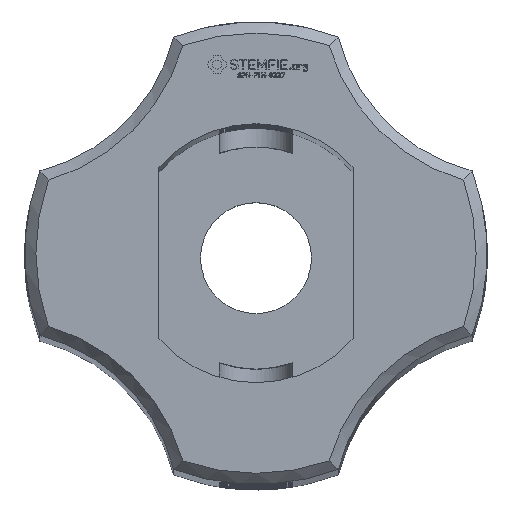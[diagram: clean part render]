
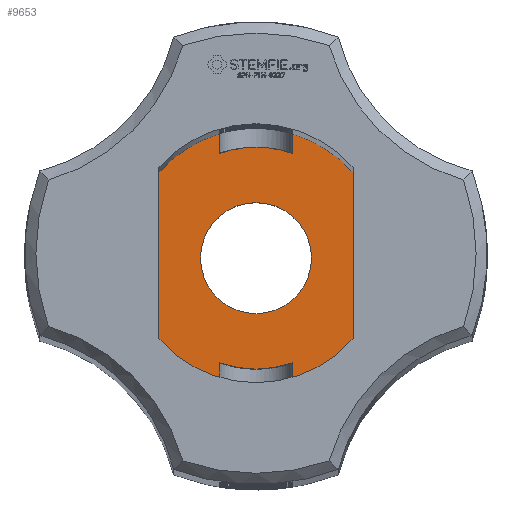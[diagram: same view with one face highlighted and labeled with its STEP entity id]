
A CAD part, top view. The second image highlights one B-rep face of the part: STEP entity #9653.
In plain terms, the highlighted planar face has unit normal (0, 0, 1).
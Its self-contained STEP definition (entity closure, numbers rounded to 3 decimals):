
#2654 = VERTEX_POINT('',#2655);
#2655 = CARTESIAN_POINT('',(2.829,0.998,11.));
#2675 = EDGE_CURVE('',#2676,#2654,#2678,.T.);
#2676 = VERTEX_POINT('',#2677);
#2677 = CARTESIAN_POINT('',(2.625,0.998,11.));
#2678 = LINE('',#2679,#2680);
#2679 = CARTESIAN_POINT('',(90.161,0.998,11.));
#2680 = VECTOR('',#2681,1.);
#2681 = DIRECTION('',(1.,0.,0.));
#2684 = VERTEX_POINT('',#2685);
#2685 = CARTESIAN_POINT('',(2.625,-0.998,11.));
#2692 = EDGE_CURVE('',#2684,#2693,#2695,.T.);
#2693 = VERTEX_POINT('',#2694);
#2694 = CARTESIAN_POINT('',(2.829,-0.998,11.));
#2695 = LINE('',#2696,#2697);
#2696 = CARTESIAN_POINT('',(90.161,-0.998,11.));
#2697 = VECTOR('',#2698,1.);
#2698 = DIRECTION('',(1.,0.,0.));
#9530 = EDGE_CURVE('',#9531,#2676,#9533,.T.);
#9531 = VERTEX_POINT('',#9532);
#9532 = CARTESIAN_POINT('',(2.625,2.315,11.));
#9533 = LINE('',#9534,#9535);
#9534 = CARTESIAN_POINT('',(2.625,2.315,11.));
#9535 = VECTOR('',#9536,1.);
#9536 = DIRECTION('',(0.,-1.,0.));
#9546 = VERTEX_POINT('',#9547);
#9547 = CARTESIAN_POINT('',(2.625,-2.315,11.));
#9553 = EDGE_CURVE('',#2684,#9546,#9554,.T.);
#9554 = LINE('',#9555,#9556);
#9555 = CARTESIAN_POINT('',(2.625,2.315,11.));
#9556 = VECTOR('',#9557,1.);
#9557 = DIRECTION('',(0.,-1.,0.));
#9640 = EDGE_CURVE('',#2654,#2693,#9641,.T.);
#9641 = CIRCLE('',#9642,3.);
#9642 = AXIS2_PLACEMENT_3D('',#9643,#9644,#9645);
#9643 = CARTESIAN_POINT('',(0.,0.,11.));
#9644 = DIRECTION('',(0.,0.,-1.));
#9645 = DIRECTION('',(0.,1.,0.));
#9653 = ADVANCED_FACE('',(#9654,#9795),#9806,.T.);
#9654 = FACE_BOUND('',#9655,.T.);
#9655 = EDGE_LOOP('',(#9656,#9657,#9658,#9659,#9660,#9669,#9677,#9686,
    #9695,#9703,#9712,#9720,#9728,#9737,#9745,#9753,#9762,#9770,#9779,
    #9787,#9794));
#9656 = ORIENTED_EDGE('',*,*,#2692,.T.);
#9657 = ORIENTED_EDGE('',*,*,#9640,.F.);
#9658 = ORIENTED_EDGE('',*,*,#2675,.F.);
#9659 = ORIENTED_EDGE('',*,*,#9530,.F.);
#9660 = ORIENTED_EDGE('',*,*,#9661,.T.);
#9661 = EDGE_CURVE('',#9531,#9662,#9664,.T.);
#9662 = VERTEX_POINT('',#9663);
#9663 = CARTESIAN_POINT('',(0.998,3.355,11.));
#9664 = CIRCLE('',#9665,3.5);
#9665 = AXIS2_PLACEMENT_3D('',#9666,#9667,#9668);
#9666 = CARTESIAN_POINT('',(0.,0.,11.));
#9667 = DIRECTION('',(0.,0.,1.));
#9668 = DIRECTION('',(1.,0.,0.));
#9669 = ORIENTED_EDGE('',*,*,#9670,.T.);
#9670 = EDGE_CURVE('',#9662,#9671,#9673,.T.);
#9671 = VERTEX_POINT('',#9672);
#9672 = CARTESIAN_POINT('',(0.998,2.829,11.));
#9673 = LINE('',#9674,#9675);
#9674 = CARTESIAN_POINT('',(0.998,-90.161,11.));
#9675 = VECTOR('',#9676,1.);
#9676 = DIRECTION('',(0.,-1.,0.));
#9677 = ORIENTED_EDGE('',*,*,#9678,.F.);
#9678 = EDGE_CURVE('',#9679,#9671,#9681,.T.);
#9679 = VERTEX_POINT('',#9680);
#9680 = CARTESIAN_POINT('',(0.,3.,11.));
#9681 = CIRCLE('',#9682,3.);
#9682 = AXIS2_PLACEMENT_3D('',#9683,#9684,#9685);
#9683 = CARTESIAN_POINT('',(0.,0.,11.));
#9684 = DIRECTION('',(0.,0.,-1.));
#9685 = DIRECTION('',(0.,1.,0.));
#9686 = ORIENTED_EDGE('',*,*,#9687,.F.);
#9687 = EDGE_CURVE('',#9688,#9679,#9690,.T.);
#9688 = VERTEX_POINT('',#9689);
#9689 = CARTESIAN_POINT('',(-0.998,2.829,11.));
#9690 = CIRCLE('',#9691,3.);
#9691 = AXIS2_PLACEMENT_3D('',#9692,#9693,#9694);
#9692 = CARTESIAN_POINT('',(0.,0.,11.));
#9693 = DIRECTION('',(0.,0.,-1.));
#9694 = DIRECTION('',(0.,1.,0.));
#9695 = ORIENTED_EDGE('',*,*,#9696,.F.);
#9696 = EDGE_CURVE('',#9697,#9688,#9699,.T.);
#9697 = VERTEX_POINT('',#9698);
#9698 = CARTESIAN_POINT('',(-0.998,3.355,11.));
#9699 = LINE('',#9700,#9701);
#9700 = CARTESIAN_POINT('',(-0.998,-90.161,11.));
#9701 = VECTOR('',#9702,1.);
#9702 = DIRECTION('',(0.,-1.,0.));
#9703 = ORIENTED_EDGE('',*,*,#9704,.T.);
#9704 = EDGE_CURVE('',#9697,#9705,#9707,.T.);
#9705 = VERTEX_POINT('',#9706);
#9706 = CARTESIAN_POINT('',(-2.625,2.315,11.));
#9707 = CIRCLE('',#9708,3.5);
#9708 = AXIS2_PLACEMENT_3D('',#9709,#9710,#9711);
#9709 = CARTESIAN_POINT('',(0.,0.,11.));
#9710 = DIRECTION('',(0.,0.,1.));
#9711 = DIRECTION('',(1.,0.,0.));
#9712 = ORIENTED_EDGE('',*,*,#9713,.T.);
#9713 = EDGE_CURVE('',#9705,#9714,#9716,.T.);
#9714 = VERTEX_POINT('',#9715);
#9715 = CARTESIAN_POINT('',(-2.625,0.998,11.));
#9716 = LINE('',#9717,#9718);
#9717 = CARTESIAN_POINT('',(-2.625,2.315,11.));
#9718 = VECTOR('',#9719,1.);
#9719 = DIRECTION('',(0.,-1.,0.));
#9720 = ORIENTED_EDGE('',*,*,#9721,.F.);
#9721 = EDGE_CURVE('',#9722,#9714,#9724,.T.);
#9722 = VERTEX_POINT('',#9723);
#9723 = CARTESIAN_POINT('',(-2.829,0.998,11.));
#9724 = LINE('',#9725,#9726);
#9725 = CARTESIAN_POINT('',(90.161,0.998,11.));
#9726 = VECTOR('',#9727,1.);
#9727 = DIRECTION('',(1.,0.,0.));
#9728 = ORIENTED_EDGE('',*,*,#9729,.F.);
#9729 = EDGE_CURVE('',#9730,#9722,#9732,.T.);
#9730 = VERTEX_POINT('',#9731);
#9731 = CARTESIAN_POINT('',(-2.829,-0.998,11.));
#9732 = CIRCLE('',#9733,3.);
#9733 = AXIS2_PLACEMENT_3D('',#9734,#9735,#9736);
#9734 = CARTESIAN_POINT('',(0.,0.,11.));
#9735 = DIRECTION('',(0.,0.,-1.));
#9736 = DIRECTION('',(0.,1.,0.));
#9737 = ORIENTED_EDGE('',*,*,#9738,.T.);
#9738 = EDGE_CURVE('',#9730,#9739,#9741,.T.);
#9739 = VERTEX_POINT('',#9740);
#9740 = CARTESIAN_POINT('',(-2.625,-0.998,11.));
#9741 = LINE('',#9742,#9743);
#9742 = CARTESIAN_POINT('',(90.161,-0.998,11.));
#9743 = VECTOR('',#9744,1.);
#9744 = DIRECTION('',(1.,0.,0.));
#9745 = ORIENTED_EDGE('',*,*,#9746,.T.);
#9746 = EDGE_CURVE('',#9739,#9747,#9749,.T.);
#9747 = VERTEX_POINT('',#9748);
#9748 = CARTESIAN_POINT('',(-2.625,-2.315,11.));
#9749 = LINE('',#9750,#9751);
#9750 = CARTESIAN_POINT('',(-2.625,2.315,11.));
#9751 = VECTOR('',#9752,1.);
#9752 = DIRECTION('',(0.,-1.,0.));
#9753 = ORIENTED_EDGE('',*,*,#9754,.T.);
#9754 = EDGE_CURVE('',#9747,#9755,#9757,.T.);
#9755 = VERTEX_POINT('',#9756);
#9756 = CARTESIAN_POINT('',(-0.998,-3.355,11.));
#9757 = CIRCLE('',#9758,3.5);
#9758 = AXIS2_PLACEMENT_3D('',#9759,#9760,#9761);
#9759 = CARTESIAN_POINT('',(0.,0.,11.));
#9760 = DIRECTION('',(0.,0.,1.));
#9761 = DIRECTION('',(1.,0.,0.));
#9762 = ORIENTED_EDGE('',*,*,#9763,.F.);
#9763 = EDGE_CURVE('',#9764,#9755,#9766,.T.);
#9764 = VERTEX_POINT('',#9765);
#9765 = CARTESIAN_POINT('',(-0.998,-2.829,11.));
#9766 = LINE('',#9767,#9768);
#9767 = CARTESIAN_POINT('',(-0.998,-90.161,11.));
#9768 = VECTOR('',#9769,1.);
#9769 = DIRECTION('',(0.,-1.,0.));
#9770 = ORIENTED_EDGE('',*,*,#9771,.F.);
#9771 = EDGE_CURVE('',#9772,#9764,#9774,.T.);
#9772 = VERTEX_POINT('',#9773);
#9773 = CARTESIAN_POINT('',(0.998,-2.829,11.));
#9774 = CIRCLE('',#9775,3.);
#9775 = AXIS2_PLACEMENT_3D('',#9776,#9777,#9778);
#9776 = CARTESIAN_POINT('',(0.,0.,11.));
#9777 = DIRECTION('',(0.,0.,-1.));
#9778 = DIRECTION('',(0.,1.,0.));
#9779 = ORIENTED_EDGE('',*,*,#9780,.T.);
#9780 = EDGE_CURVE('',#9772,#9781,#9783,.T.);
#9781 = VERTEX_POINT('',#9782);
#9782 = CARTESIAN_POINT('',(0.998,-3.355,11.));
#9783 = LINE('',#9784,#9785);
#9784 = CARTESIAN_POINT('',(0.998,-90.161,11.));
#9785 = VECTOR('',#9786,1.);
#9786 = DIRECTION('',(0.,-1.,0.));
#9787 = ORIENTED_EDGE('',*,*,#9788,.T.);
#9788 = EDGE_CURVE('',#9781,#9546,#9789,.T.);
#9789 = CIRCLE('',#9790,3.5);
#9790 = AXIS2_PLACEMENT_3D('',#9791,#9792,#9793);
#9791 = CARTESIAN_POINT('',(0.,0.,11.));
#9792 = DIRECTION('',(0.,0.,1.));
#9793 = DIRECTION('',(1.,0.,0.));
#9794 = ORIENTED_EDGE('',*,*,#9553,.F.);
#9795 = FACE_BOUND('',#9796,.T.);
#9796 = EDGE_LOOP('',(#9797));
#9797 = ORIENTED_EDGE('',*,*,#9798,.T.);
#9798 = EDGE_CURVE('',#9799,#9799,#9801,.T.);
#9799 = VERTEX_POINT('',#9800);
#9800 = CARTESIAN_POINT('',(0.,1.5,11.));
#9801 = CIRCLE('',#9802,1.5);
#9802 = AXIS2_PLACEMENT_3D('',#9803,#9804,#9805);
#9803 = CARTESIAN_POINT('',(0.,0.,11.));
#9804 = DIRECTION('',(0.,0.,-1.));
#9805 = DIRECTION('',(0.,1.,0.));
#9806 = PLANE('',#9807);
#9807 = AXIS2_PLACEMENT_3D('',#9808,#9809,#9810);
#9808 = CARTESIAN_POINT('',(0.,0.001,11.)
  );
#9809 = DIRECTION('',(0.,0.,1.));
#9810 = DIRECTION('',(1.,0.,0.));
